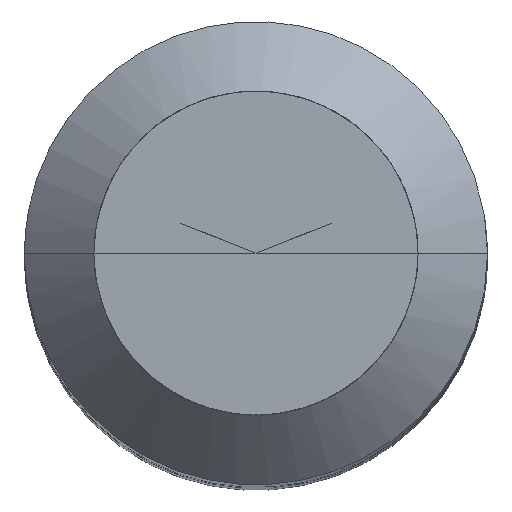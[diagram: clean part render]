
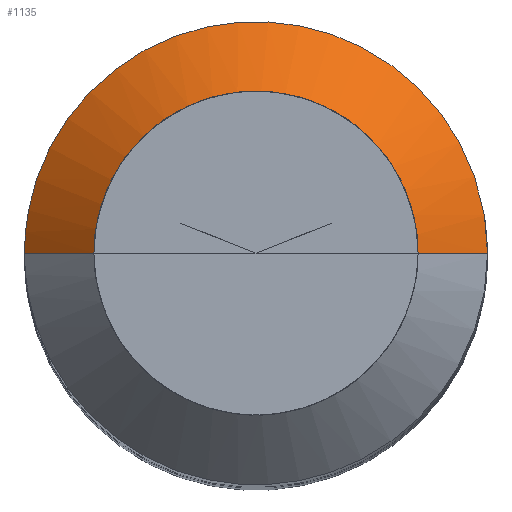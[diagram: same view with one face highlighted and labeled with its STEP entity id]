
A CAD part, top view. The second image highlights one B-rep face of the part: STEP entity #1135.
In plain terms, the highlighted free-form (B-spline) face has degree [1, 2] with [2, 5] control points.
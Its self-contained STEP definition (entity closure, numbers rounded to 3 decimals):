
#927=CARTESIAN_POINT('',(8.0,0.0,45.6));
#928=CARTESIAN_POINT('',(8.0,8.0,45.6));
#929=CARTESIAN_POINT('',(0.0,8.0,45.6));
#930=CARTESIAN_POINT('',(-8.0,8.0,45.6));
#931=CARTESIAN_POINT('',(-8.0,0.0,45.6));
#932=CARTESIAN_POINT('',(5.6,0.0,48.0));
#933=CARTESIAN_POINT('',(5.6,5.6,48.0));
#934=CARTESIAN_POINT('',(0.0,5.6,48.0));
#935=CARTESIAN_POINT('',(-5.6,5.6,48.0));
#936=CARTESIAN_POINT('',(-5.6,0.0,48.0));
#1116=(
BOUNDED_SURFACE()
B_SPLINE_SURFACE(1,2,(
(#927,#928,#929,#930,#931),
(#932,#933,#934,#935,#936)
), .UNSPECIFIED.,.F.,.F.,.F.)
B_SPLINE_SURFACE_WITH_KNOTS((2,2),(3,2,3),(
0.0,1.0),(
0.0,0.5,1.0), .UNSPECIFIED.)
GEOMETRIC_REPRESENTATION_ITEM()
RATIONAL_B_SPLINE_SURFACE(((1.0,0.707,1.0,0.707,1.0),
(1.0,0.707,1.0,0.707,1.0)
))
REPRESENTATION_ITEM('')
SURFACE()
);
#1117=(
BOUNDED_CURVE()
B_SPLINE_CURVE(1,(#932,#927),.UNSPECIFIED.,.F.,.F.)
B_SPLINE_CURVE_WITH_KNOTS((2,2),
(0.0,1.0),.UNSPECIFIED.)
CURVE()
GEOMETRIC_REPRESENTATION_ITEM()
RATIONAL_B_SPLINE_CURVE((1.0,1.0))
REPRESENTATION_ITEM('')
);
#1118=(
BOUNDED_CURVE()
B_SPLINE_CURVE(2,(#927,#928,#929,#930,#931),.UNSPECIFIED.,.F.,.F.)
B_SPLINE_CURVE_WITH_KNOTS((3,2,3),
(0.0,0.5,1.0),.UNSPECIFIED.)
CURVE()
GEOMETRIC_REPRESENTATION_ITEM()
RATIONAL_B_SPLINE_CURVE((1.0,0.707,1.0,0.707,1.0))
REPRESENTATION_ITEM('')
);
#1119=(
BOUNDED_CURVE()
B_SPLINE_CURVE(1,(#931,#936),.UNSPECIFIED.,.F.,.F.)
B_SPLINE_CURVE_WITH_KNOTS((2,2),
(0.0,1.0),.UNSPECIFIED.)
CURVE()
GEOMETRIC_REPRESENTATION_ITEM()
RATIONAL_B_SPLINE_CURVE((1.0,1.0))
REPRESENTATION_ITEM('')
);
#1120=(
BOUNDED_CURVE()
B_SPLINE_CURVE(2,(#936,#935,#934,#933,#932),.UNSPECIFIED.,.F.,.F.)
B_SPLINE_CURVE_WITH_KNOTS((3,2,3),
(0.0,0.5,1.0),.UNSPECIFIED.)
CURVE()
GEOMETRIC_REPRESENTATION_ITEM()
RATIONAL_B_SPLINE_CURVE((1.0,0.707,1.0,0.707,1.0))
REPRESENTATION_ITEM('')
);
#1121=VERTEX_POINT('',#927);
#1122=VERTEX_POINT('',#931);
#1123=VERTEX_POINT('',#932);
#1124=VERTEX_POINT('',#936);
#1125=EDGE_CURVE('',#1123,#1121,#1117,.T.);
#1126=EDGE_CURVE('',#1121,#1122,#1118,.T.);
#1127=EDGE_CURVE('',#1122,#1124,#1119,.T.);
#1128=EDGE_CURVE('',#1124,#1123,#1120,.T.);
#1129=ORIENTED_EDGE('',*,*,#1125,.T.);
#1130=ORIENTED_EDGE('',*,*,#1126,.T.);
#1131=ORIENTED_EDGE('',*,*,#1127,.T.);
#1132=ORIENTED_EDGE('',*,*,#1128,.T.);
#1133=EDGE_LOOP('',(#1129,#1130,#1131,#1132));
#1134=FACE_OUTER_BOUND('',#1133,.T.);
#1135=ADVANCED_FACE('',(#1134),#1116,.T.);
